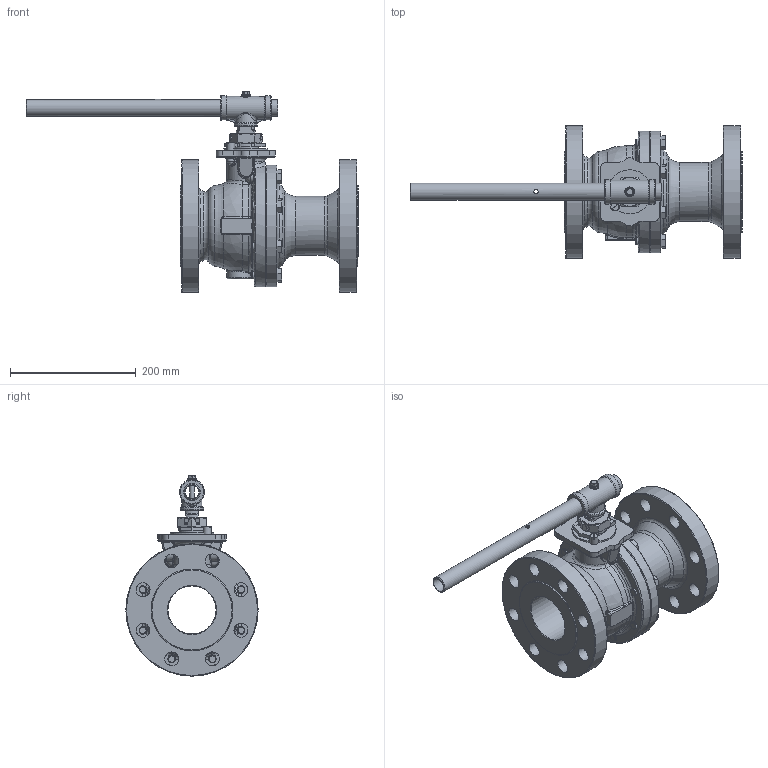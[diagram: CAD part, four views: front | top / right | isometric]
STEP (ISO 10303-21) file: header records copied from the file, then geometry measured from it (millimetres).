
FILE_DESCRIPTION(/* description */ (''),/* implementation_level */ '2;1');
FILE_NAME(/* name */ 'GA-F829-30-CL300-W-A-1.stp',/* time_stamp */ '2019-09-18T15:41:53+01:00',/* author */ ('jaday'),/* organization */ (''),/* preprocessor_version */ 'ST-DEVELOPER v16.1',/* originating_system */ 'Autodesk Inventor 2016',/* authorisation */ '');
FILE_SCHEMA (('AUTOMOTIVE_DESIGN { 1 0 10303 214 3 1 1 }'));
Length unit declared in the file: millimetre
Products named in the file (1): GA-F829-30-CL300-W-A-1
Bounding box: 527 x 210 x 317.82 mm (x, y, z)
Volume: 4089116 mm3; surface area: 475461.6 mm2
Topology: 1 solids, 1 shells, 590 faces, 1484 edges, 909 vertices
Faces by surface type: plane 207, cylinder 133, bspline 103, cone 87, torus 54, sphere 6
Full cylindrical faces by diameter (mm): 7 x2, 12 x14, 12.55 x1, 14 x1, 21.7 x1, 22.2 x16, 26.9 x2, 37 x1, 38 x1, 39 x2, 39.76 x1, 76.2 x1, 93.8 x1, 127 x2, 149.5 x1, 193.5 x1, 210 x2
Entity records: 21632 total; most frequent: CARTESIAN_POINT 8267, ORIENTED_EDGE 2718, DIRECTION 2460, EDGE_CURVE 1359, AXIS2_PLACEMENT_3D 1018, VERTEX_POINT 873, EDGE_LOOP 758, FACE_OUTER_BOUND 590
